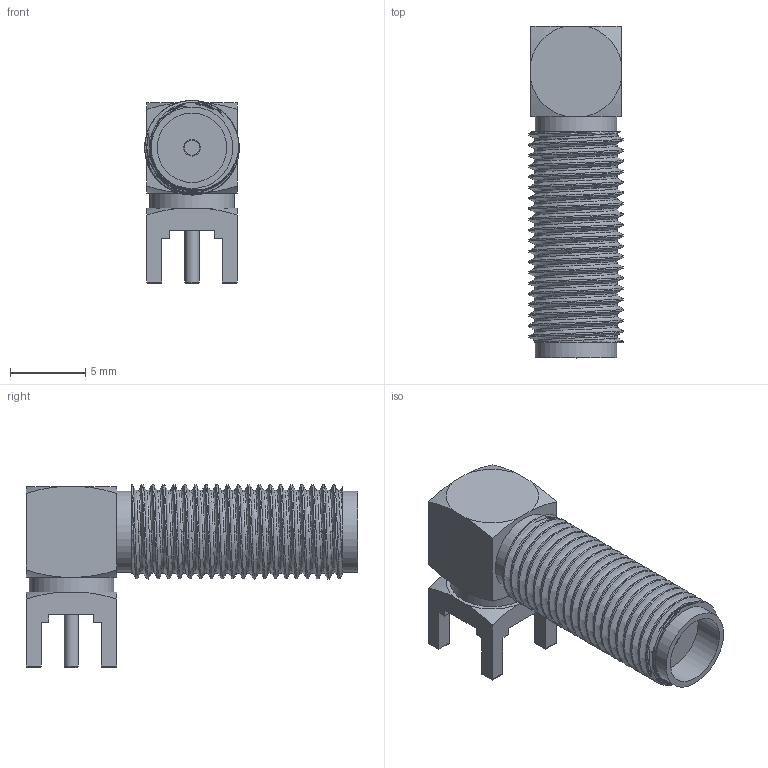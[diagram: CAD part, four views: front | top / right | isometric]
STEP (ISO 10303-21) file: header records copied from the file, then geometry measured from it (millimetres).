
FILE_DESCRIPTION(/* description */ (''),/* implementation_level */ '2;1');
FILE_NAME(/* name */ 'SMA_Delock_65848_v17.step',/* time_stamp */ '2020-09-05T01:04:41+02:00',/* author */ (''),/* organization */ (''),/* preprocessor_version */ 'ST-DEVELOPER v18.1',/* originating_system */ 'Autodesk Translation Framework v9.3.0.1241',/* authorisation */ '');
FILE_SCHEMA (('AUTOMOTIVE_DESIGN { 1 0 10303 214 3 1 1 }'));
Length unit declared in the file: millimetre
Products named in the file (1): SMA
Bounding box: 6.27 x 22 x 12.13 mm (x, y, z)
Volume: 695.1 mm3; surface area: 861.4 mm2
Topology: 1 solids, 1 shells, 132 faces, 401 edges, 280 vertices
Faces by surface type: cylinder 66, plane 47, sphere 12, torus 5, bspline 2
Full cylindrical faces by diameter (mm): 0.95 x1, 1 x1, 1.1 x1, 4.243 x1, 4.6 x1, 5.4 x2, 5.489 x7, 5.6 x1, 6.259 x13
Entity records: 7132 total; most frequent: CARTESIAN_POINT 3689, ORIENTED_EDGE 802, DIRECTION 590, EDGE_CURVE 401, VERTEX_POINT 280, AXIS2_PLACEMENT_3D 215, LINE 160, VECTOR 160
